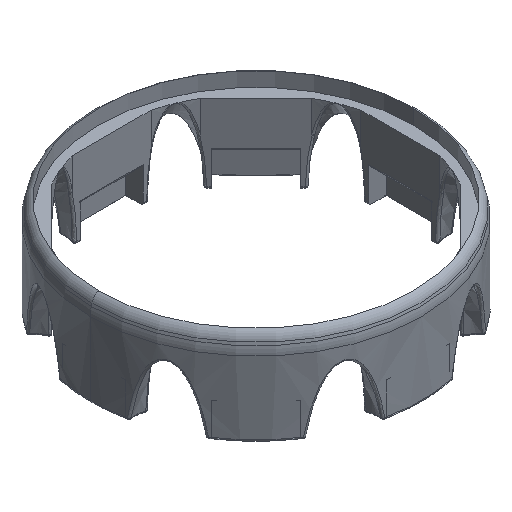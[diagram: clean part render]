
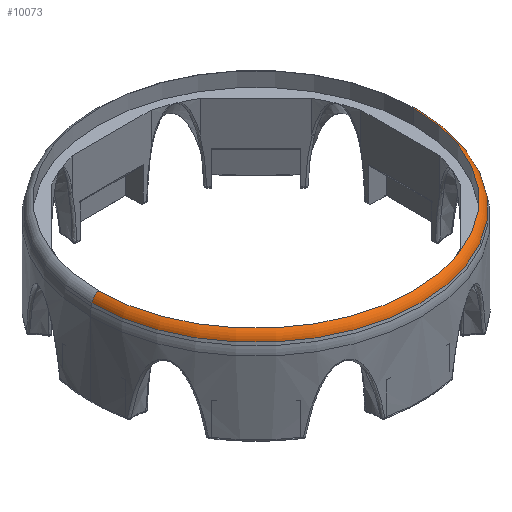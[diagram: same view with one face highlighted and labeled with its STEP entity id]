
A CAD part, isometric view. The second image highlights one B-rep face of the part: STEP entity #10073.
In plain terms, the highlighted toroidal (fillet/blend) face has major radius 36.682 mm and minor radius 3 mm.
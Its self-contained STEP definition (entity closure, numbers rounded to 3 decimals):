
#346 = DIRECTION ( 'NONE',  ( 0., 1., 0. ) ) ;
#727 = DIRECTION ( 'NONE',  ( 0., 0., -1. ) ) ;
#909 = ORIENTED_EDGE ( 'NONE', *, *, #5570, .F. ) ;
#953 = ORIENTED_EDGE ( 'NONE', *, *, #7460, .F. ) ;
#1547 = EDGE_LOOP ( 'NONE', ( #909, #953, #4583, #8712 ) ) ;
#1648 = CARTESIAN_POINT ( 'NONE',  ( 39.588, 0., 20.603 ) ) ;
#1760 = VERTEX_POINT ( 'NONE', #1648 ) ;
#1769 = CIRCLE ( 'NONE', #6200, 39.588 ) ;
#1864 = CARTESIAN_POINT ( 'NONE',  ( -36.682, 0., 19.856 ) ) ;
#2320 = DIRECTION ( 'NONE',  ( -1., 0., 0. ) ) ;
#2516 = CIRCLE ( 'NONE', #8791, 38.1 ) ;
#2577 = EDGE_CURVE ( 'NONE', #8327, #10005, #2516, .T. ) ;
#3258 = FACE_OUTER_BOUND ( 'NONE', #1547, .T. ) ;
#3825 = CIRCLE ( 'NONE', #4380, 3. ) ;
#3927 = AXIS2_PLACEMENT_3D ( 'NONE', #6553, #7334, #9591 ) ;
#4380 = AXIS2_PLACEMENT_3D ( 'NONE', #1864, #346, #7344 ) ;
#4436 = CARTESIAN_POINT ( 'NONE',  ( -38.1, 0., 22.5 ) ) ;
#4583 = ORIENTED_EDGE ( 'NONE', *, *, #9822, .T. ) ;
#5323 = TOROIDAL_SURFACE ( 'NONE', #8861, 36.682, 3. ) ;
#5399 = DIRECTION ( 'NONE',  ( 0., 0., 1. ) ) ;
#5570 = EDGE_CURVE ( 'NONE', #5929, #10005, #3825, .T. ) ;
#5929 = VERTEX_POINT ( 'NONE', #9523 ) ;
#6200 = AXIS2_PLACEMENT_3D ( 'NONE', #9993, #727, #7688 ) ;
#6476 = CIRCLE ( 'NONE', #3927, 3. ) ;
#6553 = CARTESIAN_POINT ( 'NONE',  ( 36.682, 0., 19.856 ) ) ;
#7018 = DIRECTION ( 'NONE',  ( 0., 0., -1. ) ) ;
#7334 = DIRECTION ( 'NONE',  ( 0., -1., 0. ) ) ;
#7344 = DIRECTION ( 'NONE',  ( -1., 0., 0. ) ) ;
#7460 = EDGE_CURVE ( 'NONE', #1760, #5929, #1769, .T. ) ;
#7688 = DIRECTION ( 'NONE',  ( 1., 0., 0. ) ) ;
#7787 = DIRECTION ( 'NONE',  ( 1., 0., 0. ) ) ;
#7848 = CARTESIAN_POINT ( 'NONE',  ( 0., 0., 19.856 ) ) ;
#8327 = VERTEX_POINT ( 'NONE', #10069 ) ;
#8625 = CARTESIAN_POINT ( 'NONE',  ( 0., 0., 22.5 ) ) ;
#8712 = ORIENTED_EDGE ( 'NONE', *, *, #2577, .T. ) ;
#8791 = AXIS2_PLACEMENT_3D ( 'NONE', #8625, #7018, #2320 ) ;
#8861 = AXIS2_PLACEMENT_3D ( 'NONE', #7848, #5399, #7787 ) ;
#9523 = CARTESIAN_POINT ( 'NONE',  ( -39.588, 0., 20.603 ) ) ;
#9591 = DIRECTION ( 'NONE',  ( 0., 0., -1. ) ) ;
#9822 = EDGE_CURVE ( 'NONE', #1760, #8327, #6476, .T. ) ;
#9993 = CARTESIAN_POINT ( 'NONE',  ( 0., 0., 20.603 ) ) ;
#10005 = VERTEX_POINT ( 'NONE', #4436 ) ;
#10069 = CARTESIAN_POINT ( 'NONE',  ( 38.1, 0., 22.5 ) ) ;
#10073 = ADVANCED_FACE ( 'NONE', ( #3258 ), #5323, .T. ) ;
